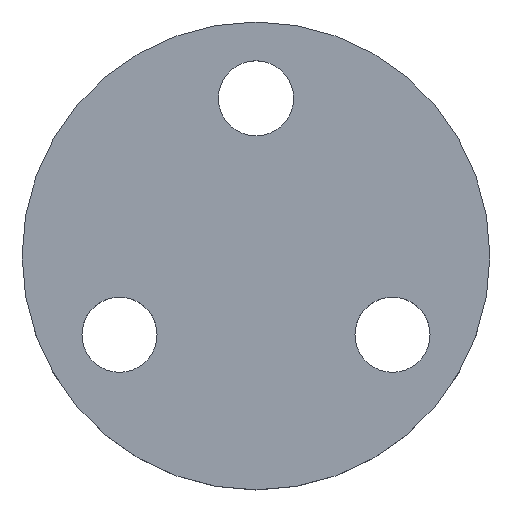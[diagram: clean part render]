
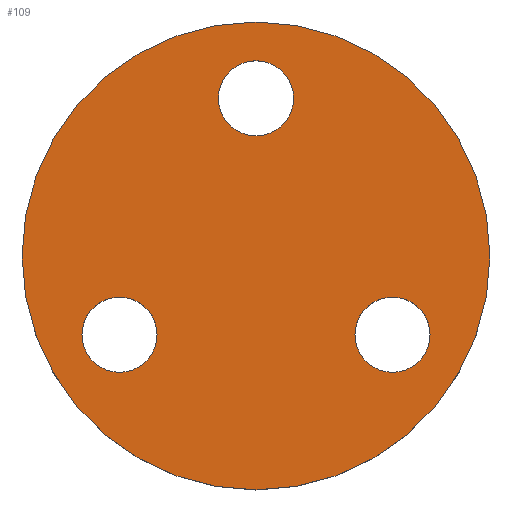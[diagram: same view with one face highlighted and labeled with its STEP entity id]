
A CAD part, top view. The second image highlights one B-rep face of the part: STEP entity #109.
In plain terms, the highlighted planar face has unit normal (0, 0, 1).
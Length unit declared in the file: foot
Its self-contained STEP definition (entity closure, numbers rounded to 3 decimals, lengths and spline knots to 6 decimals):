
#15=FACE_BOUND('',#34,.T.);
#16=FACE_BOUND('',#35,.T.);
#17=FACE_BOUND('',#36,.T.);
#21=PLANE('',#137);
#27=FACE_OUTER_BOUND('',#33,.T.);
#33=EDGE_LOOP('',(#93));
#34=EDGE_LOOP('',(#94));
#35=EDGE_LOOP('',(#95));
#36=EDGE_LOOP('',(#96));
#49=CIRCLE('',#126,0.005758);
#51=CIRCLE('',#129,0.005758);
#53=CIRCLE('',#132,0.005758);
#55=CIRCLE('',#135,0.035846);
#57=VERTEX_POINT('',#175);
#59=VERTEX_POINT('',#181);
#61=VERTEX_POINT('',#187);
#63=VERTEX_POINT('',#193);
#65=EDGE_CURVE('',#57,#57,#49,.T.);
#68=EDGE_CURVE('',#59,#59,#51,.T.);
#71=EDGE_CURVE('',#61,#61,#53,.T.);
#74=EDGE_CURVE('',#63,#63,#55,.T.);
#93=ORIENTED_EDGE('',*,*,#74,.T.);
#94=ORIENTED_EDGE('',*,*,#71,.T.);
#95=ORIENTED_EDGE('',*,*,#68,.T.);
#96=ORIENTED_EDGE('',*,*,#65,.T.);
#109=ADVANCED_FACE('',(#27,#15,#16,#17),#21,.T.);
#126=AXIS2_PLACEMENT_3D('',#176,#143,#144);
#129=AXIS2_PLACEMENT_3D('',#182,#150,#151);
#132=AXIS2_PLACEMENT_3D('',#188,#157,#158);
#135=AXIS2_PLACEMENT_3D('',#194,#164,#165);
#137=AXIS2_PLACEMENT_3D('',#198,#169,#170);
#143=DIRECTION('center_axis',(0.,0.,-1.));
#144=DIRECTION('ref_axis',(0.5,0.866,0.));
#150=DIRECTION('center_axis',(0.,0.,-1.));
#151=DIRECTION('ref_axis',(-1.,0.,0.));
#157=DIRECTION('center_axis',(0.,0.,-1.));
#158=DIRECTION('ref_axis',(0.5,-0.866,0.));
#164=DIRECTION('center_axis',(0.,0.,1.));
#165=DIRECTION('ref_axis',(-1.,0.,0.));
#169=DIRECTION('center_axis',(0.,0.,1.));
#170=DIRECTION('ref_axis',(-1.,0.,0.));
#175=CARTESIAN_POINT('',(-0.246192,0.306833,0.245833));
#176=CARTESIAN_POINT('Origin',(-0.243313,0.311819,0.245833));
#181=CARTESIAN_POINT('',(-0.195722,0.311819,0.245833));
#182=CARTESIAN_POINT('Origin',(-0.20148,0.311819,0.245833));
#187=CARTESIAN_POINT('',(-0.225276,0.353034,0.245833));
#188=CARTESIAN_POINT('Origin',(-0.222397,0.348048,0.245833));
#193=CARTESIAN_POINT('',(-0.18655,0.323895,0.245833));
#194=CARTESIAN_POINT('Origin',(-0.222397,0.323895,0.245833));
#198=CARTESIAN_POINT('Origin',(-0.222397,0.323895,0.245833));
